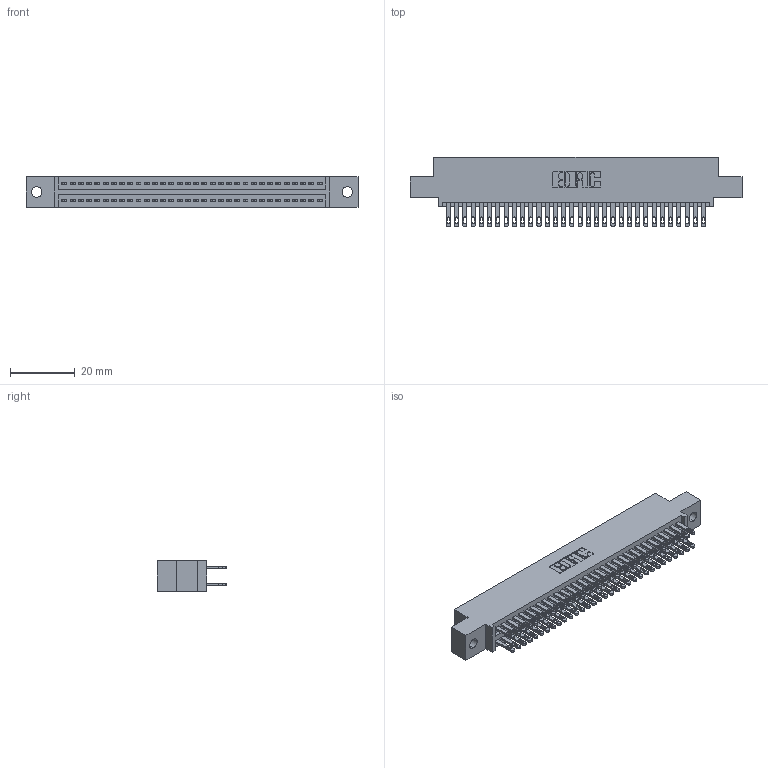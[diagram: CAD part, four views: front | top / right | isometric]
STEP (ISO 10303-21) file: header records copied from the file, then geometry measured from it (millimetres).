
FILE_DESCRIPTION (( 'STEP AP203' ), '1' );
FILE_NAME ('345-064-500-502.STEP', '2019-10-30T12:58:05', ( '' ), ( '' ), 'SwSTEP 2.0', 'SolidWorks 2016', '' );
FILE_SCHEMA (( 'CONFIG_CONTROL_DESIGN' ));
Length unit declared in the file: inch
Products named in the file (3): 345 Part_0.110 Offset - 0.128 Dia; 345-292-001_345-293-100; 345-064-500-502
Assembly tree (65 placements, depth 2):
  345-064-500-502
    345 Part_0.110 Offset - 0.128 Dia
    345-292-001_345-293-100  x64
Bounding box: 102.49 x 21.51 x 9.4 mm (x, y, z)
Volume: 9948.6 mm3; surface area: 14984.9 mm2
Topology: 65 solids, 65 shells, 3074 faces, 9377 edges, 6250 vertices
Faces by surface type: plane 1812, cylinder 1262
Entity records: 26519 total; most frequent: CARTESIAN_POINT 4456, ORIENTED_EDGE 4390, DIRECTION 3943, EDGE_CURVE 2195, VECTOR 1931, LINE 1931, VERTEX_POINT 1462, AXIS2_PLACEMENT_3D 1006
